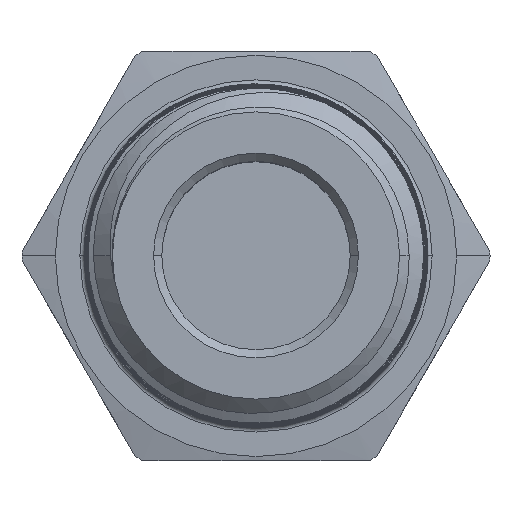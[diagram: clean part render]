
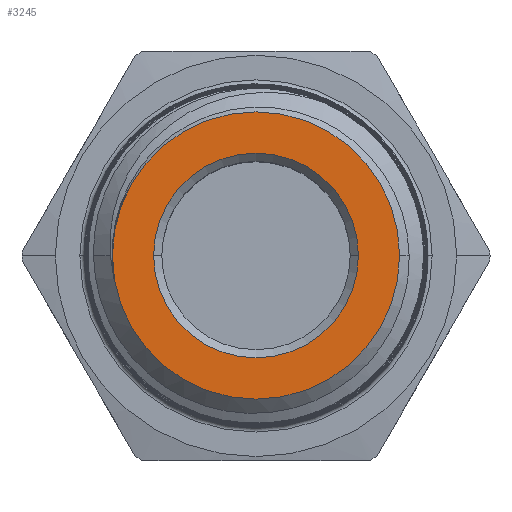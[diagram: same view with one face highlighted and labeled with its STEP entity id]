
A CAD part, top view. The second image highlights one B-rep face of the part: STEP entity #3245.
In plain terms, the highlighted planar face has unit normal (0, 0, 1).
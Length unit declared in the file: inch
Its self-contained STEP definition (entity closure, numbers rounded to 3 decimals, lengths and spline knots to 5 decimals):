
#444 = CARTESIAN_POINT ( 'NONE',  ( 0., 0., 0.78 ) ) ;
#445 = DIRECTION ( 'NONE',  ( 0., 0., -1. ) ) ;
#446 = DIRECTION ( 'NONE',  ( -1., 0., 0. ) ) ;
#503 = CARTESIAN_POINT ( 'NONE',  ( 0., 0., 0.78 ) ) ;
#504 = DIRECTION ( 'NONE',  ( 0., 0., -1. ) ) ;
#505 = DIRECTION ( 'NONE',  ( -1., 0., 0. ) ) ;
#2059 = CIRCLE ( 'NONE', #4186, 0.25 ) ;
#2109 = AXIS2_PLACEMENT_3D ( 'NONE', #4095, #4093, #4103 ) ;
#2166 = CARTESIAN_POINT ( 'NONE',  ( 0.25, 0., 0.78 ) ) ;
#2181 = CARTESIAN_POINT ( 'NONE',  ( -0.25, 0., 0.78 ) ) ;
#2187 = VERTEX_POINT ( 'NONE', #2166 ) ;
#2188 = VERTEX_POINT ( 'NONE', #2181 ) ;
#2222 = VERTEX_POINT ( 'NONE', #4906 ) ;
#2223 = VERTEX_POINT ( 'NONE', #4905 ) ;
#2278 = EDGE_LOOP ( 'NONE', ( #5632, #5633 ) ) ;
#2283 = EDGE_LOOP ( 'NONE', ( #5630, #5631 ) ) ;
#2691 = CIRCLE ( 'NONE', #4129, 0.25 ) ;
#2737 = CIRCLE ( 'NONE', #4228, 0.35065 ) ;
#2758 = EDGE_CURVE ( 'NONE', #2187, #2188, #2691, .T. ) ;
#2849 = EDGE_CURVE ( 'NONE', #2188, #2187, #2059, .T. ) ;
#2884 = EDGE_CURVE ( 'NONE', #2222, #2223, #2737, .T. ) ;
#2889 = EDGE_CURVE ( 'NONE', #2223, #2222, #3266, .T. ) ;
#2981 = FACE_BOUND ( 'NONE', #2283, .T. ) ;
#3005 = FACE_OUTER_BOUND ( 'NONE', #2278, .T. ) ;
#3245 = ADVANCED_FACE ( 'NONE', ( #2981, #3005 ), #4099, .T. ) ;
#3266 = CIRCLE ( 'NONE', #4230, 0.35065 ) ;
#4093 = DIRECTION ( 'NONE',  ( 0., 0., 1. ) ) ;
#4095 = CARTESIAN_POINT ( 'NONE',  ( 0., 0., 0.78 ) ) ;
#4099 = PLANE ( 'NONE',  #2109 ) ;
#4103 = DIRECTION ( 'NONE',  ( 1., 0., 0. ) ) ;
#4129 = AXIS2_PLACEMENT_3D ( 'NONE', #5359, #5360, #5361 ) ;
#4186 = AXIS2_PLACEMENT_3D ( 'NONE', #5048, #5049, #5050 ) ;
#4228 = AXIS2_PLACEMENT_3D ( 'NONE', #444, #445, #446 ) ;
#4230 = AXIS2_PLACEMENT_3D ( 'NONE', #503, #504, #505 ) ;
#4905 = CARTESIAN_POINT ( 'NONE',  ( 0.35065, 0., 0.78 ) ) ;
#4906 = CARTESIAN_POINT ( 'NONE',  ( -0.35065, 0., 0.78 ) ) ;
#5048 = CARTESIAN_POINT ( 'NONE',  ( 0., 0., 0.78 ) ) ;
#5049 = DIRECTION ( 'NONE',  ( 0., 0., -1. ) ) ;
#5050 = DIRECTION ( 'NONE',  ( -1., 0., 0. ) ) ;
#5359 = CARTESIAN_POINT ( 'NONE',  ( 0., 0., 0.78 ) ) ;
#5360 = DIRECTION ( 'NONE',  ( 0., 0., -1. ) ) ;
#5361 = DIRECTION ( 'NONE',  ( -1., 0., 0. ) ) ;
#5630 = ORIENTED_EDGE ( 'NONE', *, *, #2758, .T. ) ;
#5631 = ORIENTED_EDGE ( 'NONE', *, *, #2849, .T. ) ;
#5632 = ORIENTED_EDGE ( 'NONE', *, *, #2884, .F. ) ;
#5633 = ORIENTED_EDGE ( 'NONE', *, *, #2889, .F. ) ;
